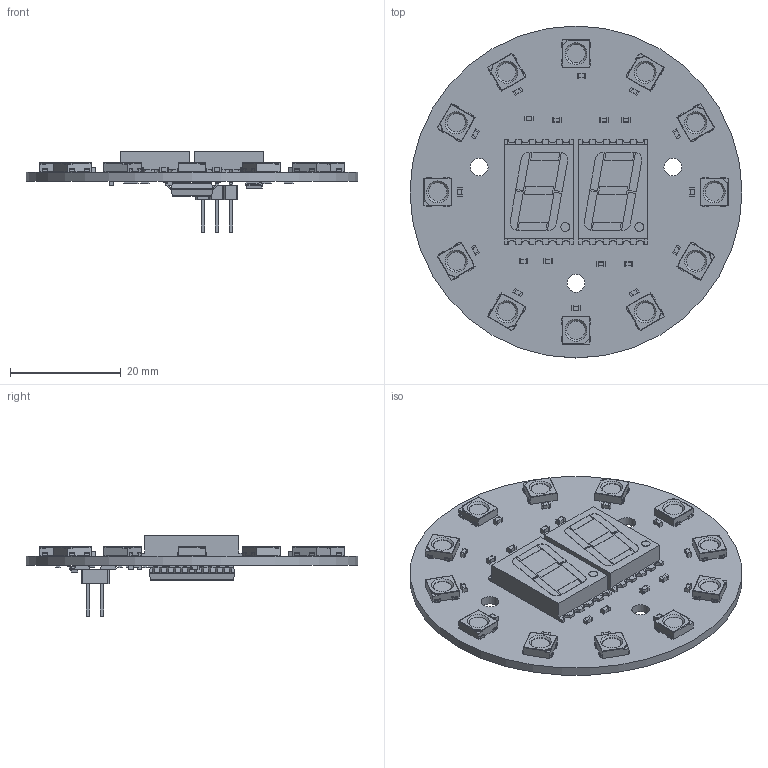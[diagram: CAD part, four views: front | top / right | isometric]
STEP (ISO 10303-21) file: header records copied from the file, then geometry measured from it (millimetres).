
FILE_DESCRIPTION(('KiCad electronic assembly'),'2;1');
FILE_NAME('PCB_LedRing.step','2024-04-08T13:31:13',('Pcbnew'),('Kicad'), 'Open CASCADE STEP processor 7.7','KiCad to STEP converter','Unknown' );
FILE_SCHEMA(('AUTOMOTIVE_DESIGN { 1 0 10303 214 1 1 1 1 }'));
Length unit declared in the file: millimetre
Products named in the file (16): PCB_LedRing 1; LED_SK6812_PLCC4_5.0x5.0mm_P3.2mm; LED_SK6812_PLCC4_50x50mm_P32mm; C_0603_1608Metric; 7SEGMENT-LED__HDSM531_HDSM533_SMD; SOT-23; SOT_23; R_0603_1608Metric; PCA9552D,118; ASSEMBLY; PinHeader_2x03_P2.54mm_Vertical_SMD; PinHeader_2x03_P254mm_Vertical_SMD; _autosave-PCB_LedRing PCB
Assembly tree (75 placements, depth 3):
  PCB_LedRing 1
    LED_SK6812_PLCC4_5.0x5.0mm_P3.2mm  x12
      LED_SK6812_PLCC4_50x50mm_P32mm
    C_0603_1608Metric  x23
      C_0603_1608Metric
    7SEGMENT-LED__HDSM531_HDSM533_SMD  x2
      7SEGMENT-LED__HDSM531_HDSM533_SMD
    SOT-23
      SOT_23
    R_0603_1608Metric  x27
      R_0603_1608Metric
    PCA9552D,118
      ASSEMBLY
    PinHeader_2x03_P2.54mm_Vertical_SMD
      PinHeader_2x03_P254mm_Vertical_SMD
    _autosave-PCB_LedRing PCB
Bounding box: 60 x 60 x 14.8 mm (x, y, z)
Volume: 6977.5 mm3; surface area: 9389.3 mm2
Topology: 92 solids, 92 shells, 3082 faces, 8231 edges, 5372 vertices
Faces by surface type: plane 2134, cylinder 909, bspline 27, cone 12
Full cylindrical faces by diameter (mm): 0.938 x1, 1.6 x2, 3.2 x3, 3.333 x12, 60 x1
Entity records: 59387 total; most frequent: CARTESIAN_POINT 10442, DIRECTION 8505, LINE 5775, VECTOR 5775, ORIENTED_EDGE 4394, PCURVE 4394, DEFINITIONAL_REPRESENTATION 4394, EDGE_CURVE 2197
